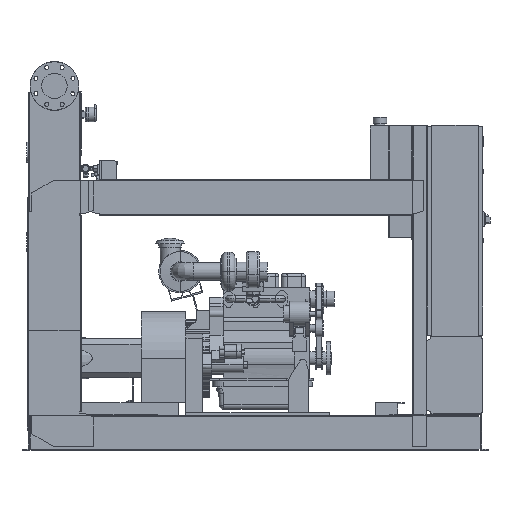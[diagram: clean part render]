
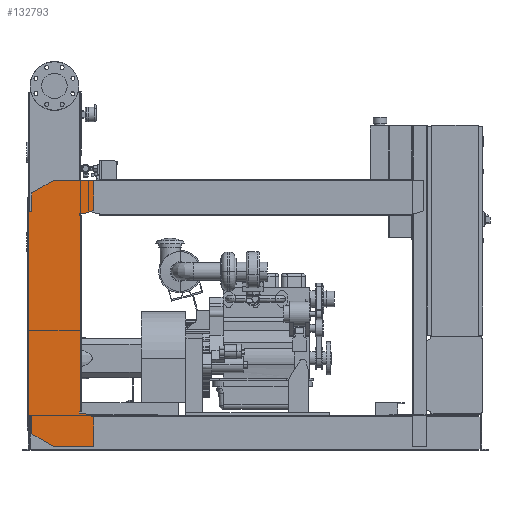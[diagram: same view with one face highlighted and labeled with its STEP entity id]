
A CAD part, front view. The second image highlights one B-rep face of the part: STEP entity #132793.
In plain terms, the highlighted free-form (B-spline) face has degree [1, 1] with [2, 2] control points.
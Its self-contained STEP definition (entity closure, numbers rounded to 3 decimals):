
#132278=CARTESIAN_POINT('',(-102.0,-463.5,1076.0));
#132279=VERTEX_POINT('',#132278);
#132286=CARTESIAN_POINT('',(-102.0,-463.5,1158.574));
#132287=VERTEX_POINT('',#132286);
#132288=CARTESIAN_POINT('',(-102.0,-463.5,1076.0));
#132289=DIRECTION('',(0.0,0.0,1.0));
#132290=VECTOR('',#132289,82.574);
#132291=LINE('',#132288,#132290);
#132292=EDGE_CURVE('',#132279,#132287,#132291,.T.);
#132310=CARTESIAN_POINT('',(-6.,-463.5,1214.0));
#132311=VERTEX_POINT('',#132310);
#132312=CARTESIAN_POINT('',(-102.0,-463.5,1158.574));
#132313=DIRECTION('',(0.866,0.0,0.5));
#132314=VECTOR('',#132313,110.851);
#132315=LINE('',#132312,#132314);
#132316=EDGE_CURVE('',#132287,#132311,#132315,.T.);
#132334=CARTESIAN_POINT('',(177.0,-463.5,1214.0));
#132335=VERTEX_POINT('',#132334);
#132336=CARTESIAN_POINT('',(-6.,-463.5,1214.0));
#132337=DIRECTION('',(1.0,0.0,0.0));
#132338=VECTOR('',#132337,183.0);
#132339=LINE('',#132336,#132338);
#132340=EDGE_CURVE('',#132311,#132335,#132339,.T.);
#132358=CARTESIAN_POINT('',(177.0,-463.5,1080.379));
#132359=VERTEX_POINT('',#132358);
#132360=CARTESIAN_POINT('',(177.0,-463.5,1214.0));
#132361=DIRECTION('',(0.0,0.0,-1.0));
#132362=VECTOR('',#132361,133.621);
#132363=LINE('',#132360,#132362);
#132364=EDGE_CURVE('',#132335,#132359,#132363,.T.);
#132382=CARTESIAN_POINT('',(132.,-463.5,1064.0));
#132383=VERTEX_POINT('',#132382);
#132384=CARTESIAN_POINT('',(177.0,-463.5,1080.379));
#132385=DIRECTION('',(-0.94,0.0,-0.342));
#132386=VECTOR('',#132385,47.888);
#132387=LINE('',#132384,#132386);
#132388=EDGE_CURVE('',#132359,#132383,#132387,.T.);
#132406=CARTESIAN_POINT('',(112.0,-463.5,1064.0));
#132407=VERTEX_POINT('',#132406);
#132408=CARTESIAN_POINT('',(132.,-463.5,1064.0));
#132409=DIRECTION('',(-1.0,0.0,0.0));
#132410=VECTOR('',#132409,20.);
#132411=LINE('',#132408,#132410);
#132412=EDGE_CURVE('',#132383,#132407,#132411,.T.);
#132430=CARTESIAN_POINT('',(112.0,-463.5,1056.0));
#132431=VERTEX_POINT('',#132430);
#132432=CARTESIAN_POINT('',(112.0,-463.5,1064.0));
#132433=DIRECTION('',(0.0,0.0,-1.0));
#132434=VECTOR('',#132433,8.0);
#132435=LINE('',#132432,#132434);
#132436=EDGE_CURVE('',#132407,#132431,#132435,.T.);
#132454=CARTESIAN_POINT('',(120.,-463.5,1056.0));
#132455=VERTEX_POINT('',#132454);
#132456=CARTESIAN_POINT('',(112.0,-463.5,1056.0));
#132457=DIRECTION('',(1.0,0.0,0.0));
#132458=VECTOR('',#132457,8.);
#132459=LINE('',#132456,#132458);
#132460=EDGE_CURVE('',#132431,#132455,#132459,.T.);
#132478=CARTESIAN_POINT('',(120.,-463.5,176.));
#132479=VERTEX_POINT('',#132478);
#132490=CARTESIAN_POINT('',(120.,-463.5,1056.0));
#132491=DIRECTION('',(0.0,0.0,-1.0));
#132492=VECTOR('',#132491,880.);
#132493=LINE('',#132490,#132492);
#132494=EDGE_CURVE('',#132455,#132479,#132493,.T.);
#132508=CARTESIAN_POINT('',(112.,-463.5,176.));
#132509=VERTEX_POINT('',#132508);
#132510=CARTESIAN_POINT('',(120.,-463.5,176.));
#132511=DIRECTION('',(-1.0,0.0,0.0));
#132512=VECTOR('',#132511,8.);
#132513=LINE('',#132510,#132512);
#132514=EDGE_CURVE('',#132479,#132509,#132513,.T.);
#132532=CARTESIAN_POINT('',(112.,-463.5,168.));
#132533=VERTEX_POINT('',#132532);
#132534=CARTESIAN_POINT('',(112.,-463.5,176.));
#132535=DIRECTION('',(0.0,0.0,-1.0));
#132536=VECTOR('',#132535,8.0);
#132537=LINE('',#132534,#132536);
#132538=EDGE_CURVE('',#132509,#132533,#132537,.T.);
#132556=CARTESIAN_POINT('',(132.,-463.5,168.));
#132557=VERTEX_POINT('',#132556);
#132558=CARTESIAN_POINT('',(112.,-463.5,168.));
#132559=DIRECTION('',(1.0,0.0,0.0));
#132560=VECTOR('',#132559,20.0);
#132561=LINE('',#132558,#132560);
#132562=EDGE_CURVE('',#132533,#132557,#132561,.T.);
#132580=CARTESIAN_POINT('',(177.,-463.5,151.621));
#132581=VERTEX_POINT('',#132580);
#132582=CARTESIAN_POINT('',(132.,-463.5,168.));
#132583=DIRECTION('',(0.94,0.0,-0.342));
#132584=VECTOR('',#132583,47.888);
#132585=LINE('',#132582,#132584);
#132586=EDGE_CURVE('',#132557,#132581,#132585,.T.);
#132604=CARTESIAN_POINT('',(177.,-463.5,18.0));
#132605=VERTEX_POINT('',#132604);
#132606=CARTESIAN_POINT('',(177.,-463.5,151.621));
#132607=DIRECTION('',(0.0,0.0,-1.0));
#132608=VECTOR('',#132607,133.621);
#132609=LINE('',#132606,#132608);
#132610=EDGE_CURVE('',#132581,#132605,#132609,.T.);
#132628=CARTESIAN_POINT('',(-4.,-463.5,18.0));
#132629=VERTEX_POINT('',#132628);
#132630=CARTESIAN_POINT('',(177.,-463.5,18.0));
#132631=DIRECTION('',(-1.0,0.0,0.0));
#132632=VECTOR('',#132631,181.);
#132633=LINE('',#132630,#132632);
#132634=EDGE_CURVE('',#132605,#132629,#132633,.T.);
#132652=CARTESIAN_POINT('',(-102.,-463.5,74.58));
#132653=VERTEX_POINT('',#132652);
#132654=CARTESIAN_POINT('',(-4.,-463.5,18.0));
#132655=DIRECTION('',(-0.866,0.,0.5));
#132656=VECTOR('',#132655,113.161);
#132657=LINE('',#132654,#132656);
#132658=EDGE_CURVE('',#132629,#132653,#132657,.T.);
#132676=CARTESIAN_POINT('',(-102.,-463.5,156.0));
#132677=VERTEX_POINT('',#132676);
#132678=CARTESIAN_POINT('',(-102.,-463.5,74.58));
#132679=DIRECTION('',(0.0,0.0,1.0));
#132680=VECTOR('',#132679,81.42);
#132681=LINE('',#132678,#132680);
#132682=EDGE_CURVE('',#132653,#132677,#132681,.T.);
#132700=CARTESIAN_POINT('',(-122.,-463.5,156.0));
#132701=VERTEX_POINT('',#132700);
#132702=CARTESIAN_POINT('',(-102.,-463.5,156.0));
#132703=DIRECTION('',(-1.0,0.0,0.0));
#132704=VECTOR('',#132703,20.0);
#132705=LINE('',#132702,#132704);
#132706=EDGE_CURVE('',#132677,#132701,#132705,.T.);
#132724=CARTESIAN_POINT('',(-122.0,-463.5,1076.0));
#132725=VERTEX_POINT('',#132724);
#132738=CARTESIAN_POINT('',(-122.,-463.5,156.0));
#132739=DIRECTION('',(0.0,0.0,1.0));
#132740=VECTOR('',#132739,920.0);
#132741=LINE('',#132738,#132740);
#132742=EDGE_CURVE('',#132701,#132725,#132741,.T.);
#132756=CARTESIAN_POINT('',(-122.0,-463.5,1076.0));
#132757=DIRECTION('',(1.0,0.0,0.0));
#132758=VECTOR('',#132757,20.0);
#132759=LINE('',#132756,#132758);
#132760=EDGE_CURVE('',#132725,#132279,#132759,.T.);
#132766=CARTESIAN_POINT('',(-122.,-463.5,18.0));
#132767=CARTESIAN_POINT('',(177.0,-463.5,18.0));
#132768=CARTESIAN_POINT('',(-122.,-463.5,1214.0));
#132769=CARTESIAN_POINT('',(177.0,-463.5,1214.0));
#132770=B_SPLINE_SURFACE_WITH_KNOTS('',1,1,((#132766,#132768),(#132767,#132769)),.UNSPECIFIED.,.F.,.F.,.U.,(2,2),(2,2),(0.0,299.),(0.0,1196.0),.UNSPECIFIED.);
#132771=ORIENTED_EDGE('',*,*,#132760,.F.);
#132772=ORIENTED_EDGE('',*,*,#132742,.F.);
#132773=ORIENTED_EDGE('',*,*,#132706,.F.);
#132774=ORIENTED_EDGE('',*,*,#132682,.F.);
#132775=ORIENTED_EDGE('',*,*,#132658,.F.);
#132776=ORIENTED_EDGE('',*,*,#132634,.F.);
#132777=ORIENTED_EDGE('',*,*,#132610,.F.);
#132778=ORIENTED_EDGE('',*,*,#132586,.F.);
#132779=ORIENTED_EDGE('',*,*,#132562,.F.);
#132780=ORIENTED_EDGE('',*,*,#132538,.F.);
#132781=ORIENTED_EDGE('',*,*,#132514,.F.);
#132782=ORIENTED_EDGE('',*,*,#132494,.F.);
#132783=ORIENTED_EDGE('',*,*,#132460,.F.);
#132784=ORIENTED_EDGE('',*,*,#132436,.F.);
#132785=ORIENTED_EDGE('',*,*,#132412,.F.);
#132786=ORIENTED_EDGE('',*,*,#132388,.F.);
#132787=ORIENTED_EDGE('',*,*,#132364,.F.);
#132788=ORIENTED_EDGE('',*,*,#132340,.F.);
#132789=ORIENTED_EDGE('',*,*,#132316,.F.);
#132790=ORIENTED_EDGE('',*,*,#132292,.F.);
#132791=EDGE_LOOP('',(#132771,#132772,#132773,#132774,#132775,#132776,#132777,#132778,#132779,#132780,#132781,#132782,#132783,#132784,#132785,#132786,#132787,#132788,#132789,#132790));
#132792=FACE_OUTER_BOUND('',#132791,.T.);
#132793=ADVANCED_FACE('',(#132792),#132770,.T.);
